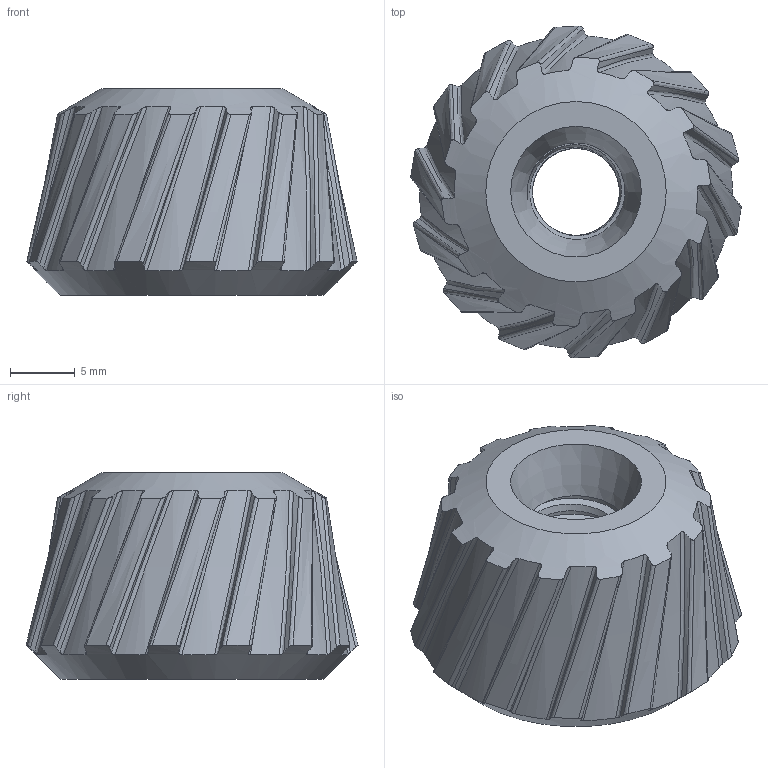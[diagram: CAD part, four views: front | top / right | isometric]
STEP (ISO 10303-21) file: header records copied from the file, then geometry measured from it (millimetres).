
FILE_DESCRIPTION(/* description */ (''),/* implementation_level */ '2;1');
FILE_NAME(/* name */ '[a]_Knut_x2.stl.step',/* time_stamp */ '2023-12-03T22:20:49-08:00',/* author */ (''),/* organization */ (''),/* preprocessor_version */ 'ST-DEVELOPER v20',/* originating_system */ 'Autodesk Translation Framework v12.14.0.127',/* authorisation */ '');
FILE_SCHEMA (('AUTOMOTIVE_DESIGN { 1 0 10303 214 3 1 1 }'));
Length unit declared in the file: millimetre
Products named in the file (1): Knut
Bounding box: 25.54 x 25.67 x 16 mm (x, y, z)
Volume: 5031.8 mm3; surface area: 2359.7 mm2
Topology: 1 solids, 1 shells, 136 faces, 406 edges, 272 vertices
Faces by surface type: bspline 100, cone 19, cylinder 13, plane 4
Full cylindrical faces by diameter (mm): 6.72 x4, 8.3 x5
Entity records: 11085 total; most frequent: CARTESIAN_POINT 8160, ORIENTED_EDGE 812, EDGE_CURVE 406, B_SPLINE_CURVE_WITH_KNOTS 292, DIRECTION 286, VERTEX_POINT 272, EDGE_LOOP 138, FACE_OUTER_BOUND 136
